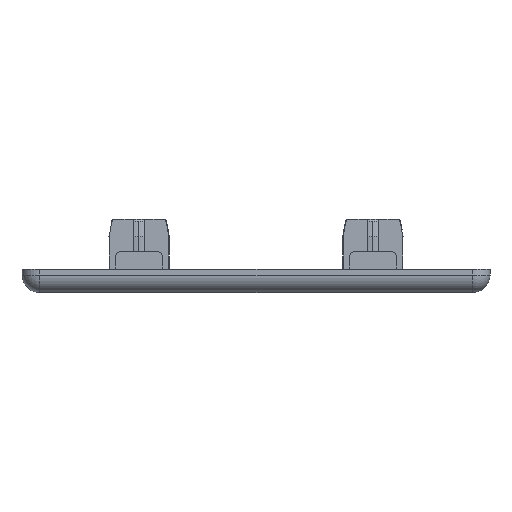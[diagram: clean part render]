
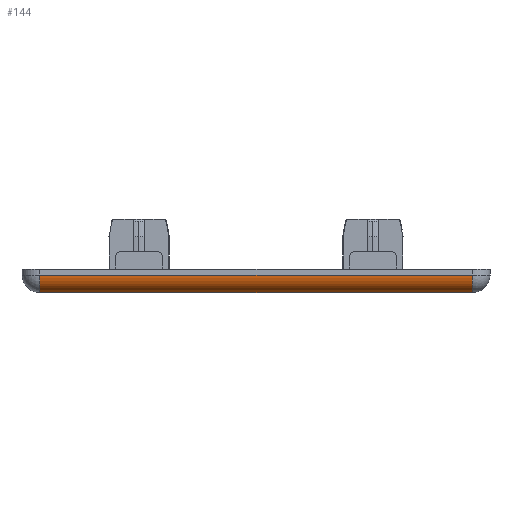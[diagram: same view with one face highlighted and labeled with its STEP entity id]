
A CAD part, left-side view. The second image highlights one B-rep face of the part: STEP entity #144.
In plain terms, the highlighted cylindrical face has radius 3 mm (diameter 6 mm), a partial arc.
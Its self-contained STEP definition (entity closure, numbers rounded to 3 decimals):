
#130 = VERTEX_POINT ( 'NONE', #3925 ) ;
#144 = ADVANCED_FACE ( 'NONE', ( #2309 ), #3394, .T. ) ;
#429 = ORIENTED_EDGE ( 'NONE', *, *, #3473, .F. ) ;
#552 = VECTOR ( 'NONE', #1227, 1000. ) ;
#609 = AXIS2_PLACEMENT_3D ( 'NONE', #3242, #1267, #3569 ) ;
#788 = CARTESIAN_POINT ( 'NONE',  ( -40., 37., 3. ) ) ;
#820 = CARTESIAN_POINT ( 'NONE',  ( -37., 37., 3. ) ) ;
#833 = DIRECTION ( 'NONE',  ( 0., -1., 0. ) ) ;
#973 = VECTOR ( 'NONE', #833, 1000. ) ;
#1164 = DIRECTION ( 'NONE',  ( 0., 0., 1. ) ) ;
#1227 = DIRECTION ( 'NONE',  ( 0., 1., 0. ) ) ;
#1267 = DIRECTION ( 'NONE',  ( 0., 1., 0. ) ) ;
#1594 = AXIS2_PLACEMENT_3D ( 'NONE', #820, #3137, #1164 ) ;
#1645 = EDGE_LOOP ( 'NONE', ( #3808, #429, #3904, #4013 ) ) ;
#1650 = VERTEX_POINT ( 'NONE', #2642 ) ;
#1892 = AXIS2_PLACEMENT_3D ( 'NONE', #3748, #3727, #3883 ) ;
#1971 = CIRCLE ( 'NONE', #1594, 3. ) ;
#2309 = FACE_OUTER_BOUND ( 'NONE', #1645, .T. ) ;
#2431 = LINE ( 'NONE', #3204, #552 ) ;
#2642 = CARTESIAN_POINT ( 'NONE',  ( -37., 37., 0. ) ) ;
#2783 = VERTEX_POINT ( 'NONE', #788 ) ;
#3137 = DIRECTION ( 'NONE',  ( 0., 1., 0. ) ) ;
#3155 = CARTESIAN_POINT ( 'NONE',  ( -40., 40., 3. ) ) ;
#3204 = CARTESIAN_POINT ( 'NONE',  ( -37., -40., 0. ) ) ;
#3242 = CARTESIAN_POINT ( 'NONE',  ( -37., -37., 3. ) ) ;
#3297 = CIRCLE ( 'NONE', #609, 3. ) ;
#3394 = CYLINDRICAL_SURFACE ( 'NONE', #1892, 3. ) ;
#3440 = EDGE_CURVE ( 'NONE', #1650, #2783, #1971, .T. ) ;
#3473 = EDGE_CURVE ( 'NONE', #2783, #3944, #3610, .T. ) ;
#3560 = EDGE_CURVE ( 'NONE', #130, #3944, #3297, .T. ) ;
#3569 = DIRECTION ( 'NONE',  ( 0., 0., 1. ) ) ;
#3610 = LINE ( 'NONE', #3155, #973 ) ;
#3727 = DIRECTION ( 'NONE',  ( 0., -1., 0. ) ) ;
#3748 = CARTESIAN_POINT ( 'NONE',  ( -37., 40., 3. ) ) ;
#3808 = ORIENTED_EDGE ( 'NONE', *, *, #3560, .T. ) ;
#3883 = DIRECTION ( 'NONE',  ( 1., 0., 0. ) ) ;
#3904 = ORIENTED_EDGE ( 'NONE', *, *, #3440, .F. ) ;
#3925 = CARTESIAN_POINT ( 'NONE',  ( -37., -37., 0. ) ) ;
#3944 = VERTEX_POINT ( 'NONE', #4131 ) ;
#4013 = ORIENTED_EDGE ( 'NONE', *, *, #4268, .F. ) ;
#4131 = CARTESIAN_POINT ( 'NONE',  ( -40., -37., 3. ) ) ;
#4268 = EDGE_CURVE ( 'NONE', #130, #1650, #2431, .T. ) ;
